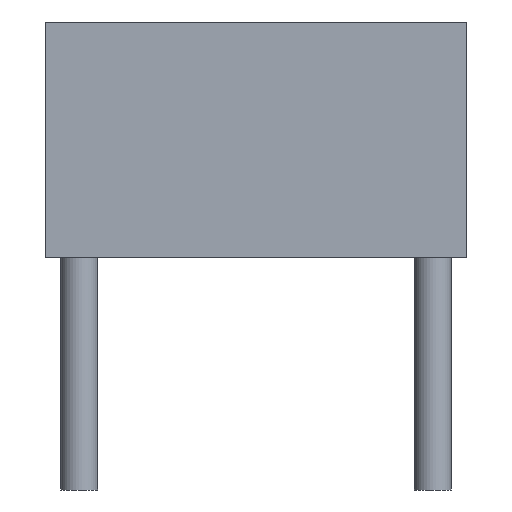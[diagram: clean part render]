
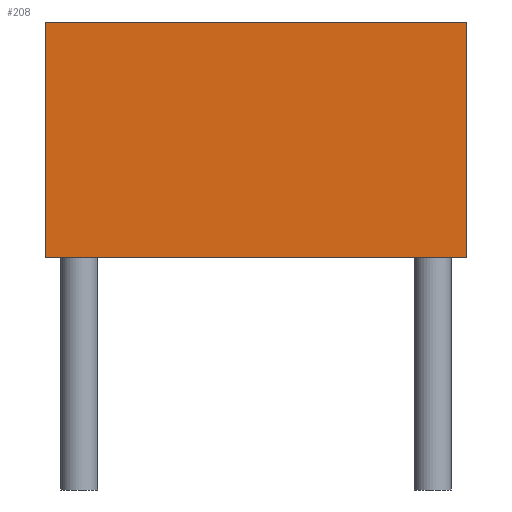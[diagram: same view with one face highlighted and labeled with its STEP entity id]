
A CAD part, front view. The second image highlights one B-rep face of the part: STEP entity #208.
In plain terms, the highlighted planar face has unit normal (0, -1, 0).
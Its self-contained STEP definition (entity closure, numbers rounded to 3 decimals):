
#21 = CARTESIAN_POINT ( 'NONE',  ( -4.54, -9.375, 5.08 ) ) ;
#148 = CARTESIAN_POINT ( 'NONE',  ( 4.54, -9.375, 5.08 ) ) ;
#192 = CARTESIAN_POINT ( 'NONE',  ( -4.54, -9.375, 0. ) ) ;
#199 = DIRECTION ( 'NONE',  ( 0., 0., 1. ) ) ;
#206 = DIRECTION ( 'NONE',  ( 0., 0., -1. ) ) ;
#208 = ADVANCED_FACE ( 'NONE', ( #1821 ), #1455, .F. ) ;
#221 = DIRECTION ( 'NONE',  ( 0., 0., -1. ) ) ;
#233 = VECTOR ( 'NONE', #221, 1000. ) ;
#277 = VECTOR ( 'NONE', #1094, 1000. ) ;
#370 = LINE ( 'NONE', #21, #233 ) ;
#373 = CARTESIAN_POINT ( 'NONE',  ( 4.54, -9.375, 5.08 ) ) ;
#473 = CARTESIAN_POINT ( 'NONE',  ( -4.54, -9.375, 0. ) ) ;
#510 = VERTEX_POINT ( 'NONE', #373 ) ;
#721 = ORIENTED_EDGE ( 'NONE', *, *, #1098, .F. ) ;
#725 = VERTEX_POINT ( 'NONE', #192 ) ;
#735 = VECTOR ( 'NONE', #2484, 1000. ) ;
#754 = DIRECTION ( 'NONE',  ( 0., 1., 0. ) ) ;
#805 = EDGE_CURVE ( 'NONE', #1515, #725, #370, .T. ) ;
#883 = CARTESIAN_POINT ( 'NONE',  ( -4.54, -9.375, 5.08 ) ) ;
#951 = ORIENTED_EDGE ( 'NONE', *, *, #1372, .T. ) ;
#955 = EDGE_CURVE ( 'NONE', #1515, #510, #1511, .T. ) ;
#1094 = DIRECTION ( 'NONE',  ( 1., 0., 0. ) ) ;
#1098 = EDGE_CURVE ( 'NONE', #510, #2554, #1955, .T. ) ;
#1271 = LINE ( 'NONE', #473, #735 ) ;
#1366 = VECTOR ( 'NONE', #206, 1000. ) ;
#1367 = CARTESIAN_POINT ( 'NONE',  ( -4.54, -9.375, 5.08 ) ) ;
#1372 = EDGE_CURVE ( 'NONE', #725, #2554, #1271, .T. ) ;
#1455 = PLANE ( 'NONE',  #2249 ) ;
#1511 = LINE ( 'NONE', #2129, #277 ) ;
#1515 = VERTEX_POINT ( 'NONE', #883 ) ;
#1805 = EDGE_LOOP ( 'NONE', ( #951, #721, #1969, #2053 ) ) ;
#1821 = FACE_OUTER_BOUND ( 'NONE', #1805, .T. ) ;
#1955 = LINE ( 'NONE', #148, #1366 ) ;
#1969 = ORIENTED_EDGE ( 'NONE', *, *, #955, .F. ) ;
#2053 = ORIENTED_EDGE ( 'NONE', *, *, #805, .T. ) ;
#2129 = CARTESIAN_POINT ( 'NONE',  ( -4.54, -9.375, 5.08 ) ) ;
#2249 = AXIS2_PLACEMENT_3D ( 'NONE', #1367, #754, #199 ) ;
#2333 = CARTESIAN_POINT ( 'NONE',  ( 4.54, -9.375, 0. ) ) ;
#2484 = DIRECTION ( 'NONE',  ( 1., 0., 0. ) ) ;
#2554 = VERTEX_POINT ( 'NONE', #2333 ) ;
